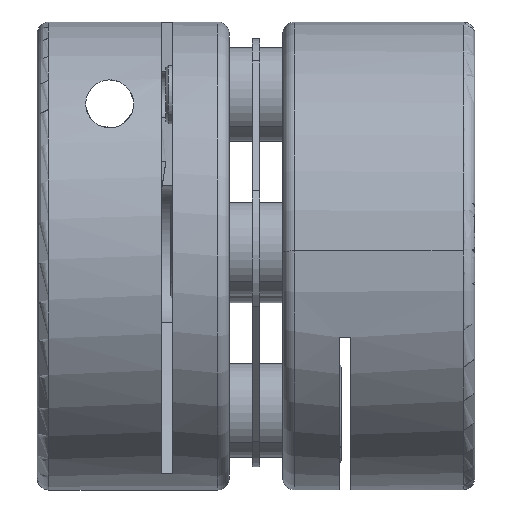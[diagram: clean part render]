
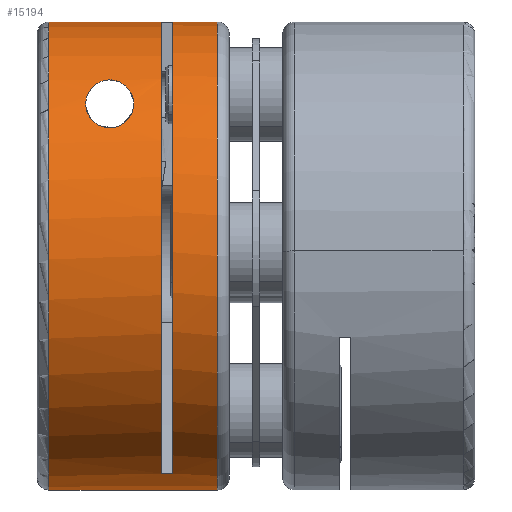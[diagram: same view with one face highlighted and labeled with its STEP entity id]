
A CAD part, left-side view. The second image highlights one B-rep face of the part: STEP entity #15194.
In plain terms, the highlighted cylindrical face has radius 10 mm (diameter 20 mm), a partial arc.
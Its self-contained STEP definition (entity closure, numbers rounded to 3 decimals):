
#145 = CARTESIAN_POINT ( 'NONE',  ( 0., 2.4, 10. ) ) ;
#156 = LINE ( 'NONE', #4105, #11952 ) ;
#171 = CARTESIAN_POINT ( 'NONE',  ( -8.368, 5.179, 5.475 ) ) ;
#242 = CARTESIAN_POINT ( 'NONE',  ( -7.458, 6.119, 6.664 ) ) ;
#375 = CARTESIAN_POINT ( 'NONE',  ( -8.368, 5.1, 5.475 ) ) ;
#476 = DIRECTION ( 'NONE',  ( 0., 0., 1. ) ) ;
#507 = VECTOR ( 'NONE', #10139, 1000. ) ;
#587 = AXIS2_PLACEMENT_3D ( 'NONE', #9828, #6733, #726 ) ;
#726 = DIRECTION ( 'NONE',  ( 0., 0., 1. ) ) ;
#769 = CIRCLE ( 'NONE', #587, 10. ) ;
#872 = DIRECTION ( 'NONE',  ( 0., -1., 0. ) ) ;
#1057 = CARTESIAN_POINT ( 'NONE',  ( -7.354, 4.106, 6.778 ) ) ;
#1126 = CARTESIAN_POINT ( 'NONE',  ( -8.19, 4.4, 5.739 ) ) ;
#1380 = ORIENTED_EDGE ( 'NONE', *, *, #17462, .T. ) ;
#1721 = LINE ( 'NONE', #18056, #18236 ) ;
#1850 = CARTESIAN_POINT ( 'NONE',  ( -7.353, 6.093, 6.78 ) ) ;
#2111 = ORIENTED_EDGE ( 'NONE', *, *, #14275, .T. ) ;
#2335 = DIRECTION ( 'NONE',  ( 0., 1., 0. ) ) ;
#2343 = CARTESIAN_POINT ( 'NONE',  ( -6.586, 5.1, 7.525 ) ) ;
#2595 = CARTESIAN_POINT ( 'NONE',  ( -7.458, 4.081, 6.664 ) ) ;
#2643 = LINE ( 'NONE', #8207, #7359 ) ;
#2691 = DIRECTION ( 'NONE',  ( 0., -1., 0. ) ) ;
#2904 = CYLINDRICAL_SURFACE ( 'NONE', #9013, 10. ) ;
#3239 = CARTESIAN_POINT ( 'NONE',  ( -8.255, 5.684, 5.644 ) ) ;
#3260 = B_SPLINE_CURVE_WITH_KNOTS ( 'NONE', 3,
 ( #375, #171, #15232, #10736, #6132, #3239, #10860, #4737, #16945, #242, #1850, #9295, #13770, #12436, #6202, #4931, #15296, #12375 ),
 .UNSPECIFIED., .F., .F.,
 ( 4, 2, 2, 2, 2, 2, 2, 2, 4 ),
 ( 0., 0., 0., 0.001, 0.002, 0.002, 0.003, 0.003, 0.004 ),
 .UNSPECIFIED. ) ;
#3326 = VERTEX_POINT ( 'NONE', #18415 ) ;
#3670 = CARTESIAN_POINT ( 'NONE',  ( 0., 0.5, 0. ) ) ;
#3936 = DIRECTION ( 'NONE',  ( 0., -1., 0. ) ) ;
#3977 = DIRECTION ( 'NONE',  ( 0., 1., 0. ) ) ;
#4099 = CARTESIAN_POINT ( 'NONE',  ( -8.362, 4.941, 5.484 ) ) ;
#4105 = CARTESIAN_POINT ( 'NONE',  ( -3.687, 2.65, -9.296 ) ) ;
#4578 = VERTEX_POINT ( 'NONE', #6307 ) ;
#4737 = CARTESIAN_POINT ( 'NONE',  ( -7.962, 6.064, 6.055 ) ) ;
#4785 = FACE_OUTER_BOUND ( 'NONE', #19539, .T. ) ;
#4931 = CARTESIAN_POINT ( 'NONE',  ( -6.63, 5.412, 7.487 ) ) ;
#5109 = AXIS2_PLACEMENT_3D ( 'NONE', #19016, #3936, #16122 ) ;
#5203 = CARTESIAN_POINT ( 'NONE',  ( -3.687, 2.9, -9.296 ) ) ;
#5248 = VERTEX_POINT ( 'NONE', #18541 ) ;
#5280 = EDGE_CURVE ( 'NONE', #14564, #5248, #769, .T. ) ;
#5351 = ORIENTED_EDGE ( 'NONE', *, *, #5280, .T. ) ;
#5464 = FACE_BOUND ( 'NONE', #16048, .T. ) ;
#5665 = CIRCLE ( 'NONE', #18200, 10. ) ;
#5906 = EDGE_CURVE ( 'NONE', #12412, #4578, #1721, .T. ) ;
#5925 = CIRCLE ( 'NONE', #5109, 10. ) ;
#6132 = CARTESIAN_POINT ( 'NONE',  ( -8.322, 5.481, 5.546 ) ) ;
#6147 = EDGE_CURVE ( 'NONE', #8516, #3326, #2643, .T. ) ;
#6202 = CARTESIAN_POINT ( 'NONE',  ( -6.765, 5.668, 7.365 ) ) ;
#6307 = CARTESIAN_POINT ( 'NONE',  ( 0., 0.5, 10. ) ) ;
#6733 = DIRECTION ( 'NONE',  ( 0., 1., 0. ) ) ;
#6968 = VERTEX_POINT ( 'NONE', #15867 ) ;
#7359 = VECTOR ( 'NONE', #872, 1000. ) ;
#7438 = EDGE_CURVE ( 'NONE', #3326, #4578, #5665, .T. ) ;
#7756 = CARTESIAN_POINT ( 'NONE',  ( 0., 7.7, -10. ) ) ;
#8207 = CARTESIAN_POINT ( 'NONE',  ( 0., 8.2, -10. ) ) ;
#8516 = VERTEX_POINT ( 'NONE', #7756 ) ;
#8718 = CARTESIAN_POINT ( 'NONE',  ( -8.255, 4.515, 5.645 ) ) ;
#8787 = CARTESIAN_POINT ( 'NONE',  ( -6.766, 4.531, 7.364 ) ) ;
#8838 = CARTESIAN_POINT ( 'NONE',  ( -0.3, 7.7, 9.995 ) ) ;
#9013 = AXIS2_PLACEMENT_3D ( 'NONE', #19209, #2691, #13812 ) ;
#9272 = ORIENTED_EDGE ( 'NONE', *, *, #17148, .F. ) ;
#9295 = CARTESIAN_POINT ( 'NONE',  ( -7.146, 6.004, 6.997 ) ) ;
#9364 = VERTEX_POINT ( 'NONE', #2343 ) ;
#9455 = EDGE_CURVE ( 'NONE', #9684, #14564, #156, .T. ) ;
#9684 = VERTEX_POINT ( 'NONE', #17838 ) ;
#9828 = CARTESIAN_POINT ( 'NONE',  ( 0., 2.9, 0. ) ) ;
#10096 = CARTESIAN_POINT ( 'NONE',  ( -6.855, 4.426, 7.282 ) ) ;
#10139 = DIRECTION ( 'NONE',  ( 0., -1., 0. ) ) ;
#10162 = CARTESIAN_POINT ( 'NONE',  ( -6.586, 5.1, 7.525 ) ) ;
#10166 = VERTEX_POINT ( 'NONE', #8838 ) ;
#10241 = EDGE_CURVE ( 'NONE', #6968, #9364, #3260, .T. ) ;
#10273 = DIRECTION ( 'NONE',  ( 0., -1., 0. ) ) ;
#10298 = CARTESIAN_POINT ( 'NONE',  ( -8.038, 4.224, 5.95 ) ) ;
#10701 = CIRCLE ( 'NONE', #11499, 10. ) ;
#10736 = CARTESIAN_POINT ( 'NONE',  ( -8.339, 5.408, 5.519 ) ) ;
#10860 = CARTESIAN_POINT ( 'NONE',  ( -8.191, 5.799, 5.737 ) ) ;
#11096 = DIRECTION ( 'NONE',  ( 0., 1., 0. ) ) ;
#11499 = AXIS2_PLACEMENT_3D ( 'NONE', #15530, #11096, #476 ) ;
#11597 = CARTESIAN_POINT ( 'NONE',  ( -7.045, 4.259, 7.099 ) ) ;
#11657 = CARTESIAN_POINT ( 'NONE',  ( -8.321, 4.718, 5.546 ) ) ;
#11699 = CARTESIAN_POINT ( 'NONE',  ( -0.3, 8.2, 9.995 ) ) ;
#11952 = VECTOR ( 'NONE', #3977, 1000. ) ;
#12375 = CARTESIAN_POINT ( 'NONE',  ( -6.586, 5.1, 7.525 ) ) ;
#12412 = VERTEX_POINT ( 'NONE', #145 ) ;
#12436 = CARTESIAN_POINT ( 'NONE',  ( -6.854, 5.773, 7.283 ) ) ;
#13129 = CARTESIAN_POINT ( 'NONE',  ( -7.95, 4.162, 6.068 ) ) ;
#13538 = ORIENTED_EDGE ( 'NONE', *, *, #14079, .F. ) ;
#13770 = CARTESIAN_POINT ( 'NONE',  ( -7.045, 5.942, 7.098 ) ) ;
#13812 = DIRECTION ( 'NONE',  ( 0., 0., -1. ) ) ;
#14079 = EDGE_CURVE ( 'NONE', #9684, #12412, #10701, .T. ) ;
#14275 = EDGE_CURVE ( 'NONE', #9364, #6968, #18401, .T. ) ;
#14373 = DIRECTION ( 'NONE',  ( 0., 0., 1. ) ) ;
#14503 = ORIENTED_EDGE ( 'NONE', *, *, #7438, .T. ) ;
#14564 = VERTEX_POINT ( 'NONE', #5203 ) ;
#14641 = CARTESIAN_POINT ( 'NONE',  ( -8.368, 5.021, 5.475 ) ) ;
#14653 = LINE ( 'NONE', #11699, #507 ) ;
#14709 = CARTESIAN_POINT ( 'NONE',  ( -7.762, 4.086, 6.306 ) ) ;
#15194 = ADVANCED_FACE ( 'NONE', ( #4785, #5464 ), #2904, .T. ) ;
#15232 = CARTESIAN_POINT ( 'NONE',  ( -8.362, 5.257, 5.484 ) ) ;
#15296 = CARTESIAN_POINT ( 'NONE',  ( -6.586, 5.258, 7.525 ) ) ;
#15530 = CARTESIAN_POINT ( 'NONE',  ( 0., 2.4, 0. ) ) ;
#15867 = CARTESIAN_POINT ( 'NONE',  ( -8.368, 5.1, 5.475 ) ) ;
#16048 = EDGE_LOOP ( 'NONE', ( #17372, #2111 ) ) ;
#16096 = CARTESIAN_POINT ( 'NONE',  ( -8.338, 4.79, 5.52 ) ) ;
#16122 = DIRECTION ( 'NONE',  ( 0., 0., 1. ) ) ;
#16162 = CARTESIAN_POINT ( 'NONE',  ( -8.368, 5.1, 5.475 ) ) ;
#16945 = CARTESIAN_POINT ( 'NONE',  ( -7.765, 6.135, 6.31 ) ) ;
#17148 = EDGE_CURVE ( 'NONE', #10166, #5248, #14653, .T. ) ;
#17372 = ORIENTED_EDGE ( 'NONE', *, *, #10241, .T. ) ;
#17462 = EDGE_CURVE ( 'NONE', #10166, #8516, #5925, .T. ) ;
#17828 = CARTESIAN_POINT ( 'NONE',  ( -6.586, 4.942, 7.525 ) ) ;
#17838 = CARTESIAN_POINT ( 'NONE',  ( -3.687, 2.4, -9.296 ) ) ;
#18056 = CARTESIAN_POINT ( 'NONE',  ( 0., 8.2, 10. ) ) ;
#18200 = AXIS2_PLACEMENT_3D ( 'NONE', #3670, #2335, #14373 ) ;
#18236 = VECTOR ( 'NONE', #10273, 1000. ) ;
#18401 = B_SPLINE_CURVE_WITH_KNOTS ( 'NONE', 3,
 ( #10162, #17828, #19113, #8787, #10096, #11597, #19246, #1057, #2595, #19313, #14709, #13129, #10298, #1126, #8718, #11657, #16096, #4099, #14641, #16162 ),
 .UNSPECIFIED., .F., .F.,
 ( 4, 2, 2, 2, 2, 2, 2, 2, 2, 4 ),
 ( 0.004, 0.004, 0.005, 0.005, 0.006, 0.006, 0.007, 0.007, 0.007, 0.007 ),
 .UNSPECIFIED. ) ;
#18415 = CARTESIAN_POINT ( 'NONE',  ( 0., 0.5, -10. ) ) ;
#18541 = CARTESIAN_POINT ( 'NONE',  ( -0.3, 2.9, 9.995 ) ) ;
#18683 = ORIENTED_EDGE ( 'NONE', *, *, #9455, .T. ) ;
#19016 = CARTESIAN_POINT ( 'NONE',  ( 0., 7.7, 0. ) ) ;
#19081 = ORIENTED_EDGE ( 'NONE', *, *, #5906, .F. ) ;
#19113 = CARTESIAN_POINT ( 'NONE',  ( -6.63, 4.788, 7.487 ) ) ;
#19209 = CARTESIAN_POINT ( 'NONE',  ( 0., 8.2, 0. ) ) ;
#19236 = ORIENTED_EDGE ( 'NONE', *, *, #6147, .T. ) ;
#19246 = CARTESIAN_POINT ( 'NONE',  ( -7.147, 4.195, 6.996 ) ) ;
#19313 = CARTESIAN_POINT ( 'NONE',  ( -7.664, 4.071, 6.425 ) ) ;
#19539 = EDGE_LOOP ( 'NONE', ( #19081, #13538, #18683, #5351, #9272, #1380, #19236, #14503 ) ) ;
